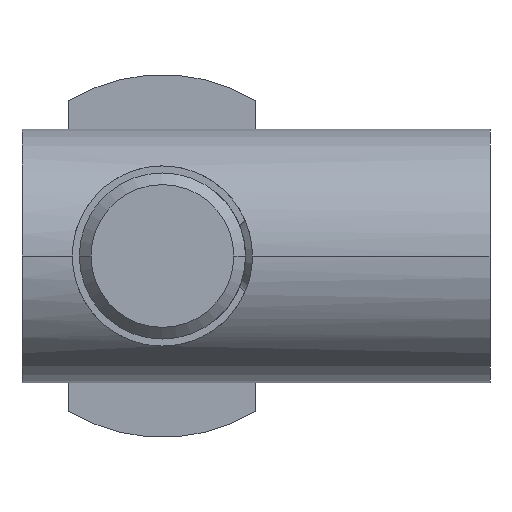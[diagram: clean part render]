
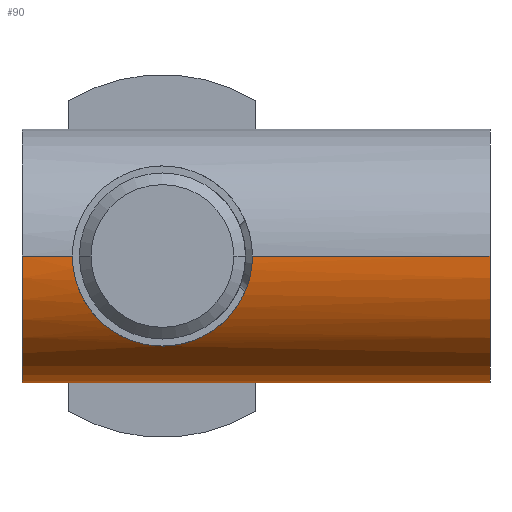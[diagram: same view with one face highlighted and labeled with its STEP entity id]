
A CAD part, left-side view. The second image highlights one B-rep face of the part: STEP entity #90.
In plain terms, the highlighted cylindrical face has radius 5.425 mm (diameter 10.85 mm), a partial arc.
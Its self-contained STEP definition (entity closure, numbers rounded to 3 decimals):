
#90=ADVANCED_FACE('',(#203),#204,.T.);
#203=FACE_OUTER_BOUND('',#339,.T.);
#204=CYLINDRICAL_SURFACE('',#340,5.425);
#339=EDGE_LOOP('',(#527,#528,#529,#530,#531,#532,#533,#534));
#340=AXIS2_PLACEMENT_3D('',#535,#536,#537);
#527=ORIENTED_EDGE('',*,*,#796,.F.);
#528=ORIENTED_EDGE('',*,*,#823,.T.);
#529=ORIENTED_EDGE('',*,*,#802,.T.);
#530=ORIENTED_EDGE('',*,*,#806,.T.);
#531=ORIENTED_EDGE('',*,*,#800,.T.);
#532=ORIENTED_EDGE('',*,*,#820,.T.);
#533=ORIENTED_EDGE('',*,*,#798,.F.);
#534=ORIENTED_EDGE('',*,*,#804,.T.);
#535=CARTESIAN_POINT('',(-18.0,-14.0,0.0));
#536=DIRECTION('',(0.,1.0,0.0));
#537=DIRECTION('',(-1.0,0.,0.0));
#796=EDGE_CURVE('',#941,#943,#944,.T.);
#798=EDGE_CURVE('',#945,#947,#948,.T.);
#800=EDGE_CURVE('',#951,#949,#952,.T.);
#802=EDGE_CURVE('',#940,#953,#955,.T.);
#804=EDGE_CURVE('',#945,#943,#957,.F.);
#806=EDGE_CURVE('',#953,#951,#959,.F.);
#820=EDGE_CURVE('',#949,#947,#976,.F.);
#823=EDGE_CURVE('',#941,#940,#979,.T.);
#940=VERTEX_POINT('',#1185);
#941=VERTEX_POINT('',#1186);
#943=VERTEX_POINT('',#1188);
#944=LINE('',#1189,#1190);
#945=VERTEX_POINT('',#1191);
#947=VERTEX_POINT('',#1235);
#948=LINE('',#1236,#1237);
#949=VERTEX_POINT('',#1238);
#951=VERTEX_POINT('',#1240);
#952=LINE('',#1241,#1242);
#953=VERTEX_POINT('',#1243);
#955=LINE('',#1287,#1288);
#957=B_SPLINE_CURVE_WITH_KNOTS('',3,(#1290,#1291,#1292,#1293,#1294,#1295,#1296,#1297,#1298,#1299,#1300,#1301,#1302,#1303,#1304,#1305,#1306,#1307,#1308,#1309,#1310,#1311,#1312,#1313,#1314,#1315,#1316,#1317,#1318,#1319,#1320,#1321,#1322,#1323,#1324,#1325,#1326,#1327,#1328,#1329,#1330,#1331),.UNSPECIFIED.,.F.,.F.,(4,2,2,2,2,2,2,2,2,2,2,2,2,2,2,2,2,2,2,2,4),(4.578,5.333,6.088,6.843,7.598,8.353,9.109,9.876,10.642,11.409,12.176,12.943,13.71,14.477,15.244,15.999,16.754,17.509,18.264,19.019,19.775),.UNSPECIFIED.);
#959=B_SPLINE_CURVE_WITH_KNOTS('',3,(#1334,#1335,#1336,#1337,#1338,#1339,#1340,#1341,#1342,#1343,#1344,#1345,#1346,#1347,#1348,#1349,#1350,#1351,#1352,#1353,#1354,#1355,#1356,#1357,#1358,#1359,#1360,#1361,#1362,#1363,#1364,#1365,#1366,#1367,#1368,#1369,#1370,#1371,#1372,#1373,#1374,#1375),.UNSPECIFIED.,.F.,.F.,(4,2,2,2,2,2,2,2,2,2,2,2,2,2,2,2,2,2,2,2,4),(4.578,5.333,6.088,6.843,7.598,8.353,9.109,9.876,10.642,11.409,12.176,12.943,13.71,14.477,15.244,15.999,16.754,17.509,18.264,19.019,19.775),.UNSPECIFIED.);
#976=CIRCLE('',#1441,5.425);
#979=CIRCLE('',#1444,5.425);
#1185=CARTESIAN_POINT('',(-23.425,-14.0,0.0));
#1186=CARTESIAN_POINT('',(-12.575,-14.0,0.));
#1188=CARTESIAN_POINT('',(-12.575,-3.85,0.));
#1189=CARTESIAN_POINT('',(-12.575,-14.0,0.));
#1190=VECTOR('',#1800,1000.0);
#1191=CARTESIAN_POINT('',(-12.575,3.85,0.));
#1235=CARTESIAN_POINT('',(-12.575,6.0,0.));
#1236=CARTESIAN_POINT('',(-12.575,-14.0,0.));
#1237=VECTOR('',#1801,1000.0);
#1238=CARTESIAN_POINT('',(-23.425,6.0,0.0));
#1240=CARTESIAN_POINT('',(-23.425,3.85,0.));
#1241=CARTESIAN_POINT('',(-23.425,-14.0,0.0));
#1242=VECTOR('',#1805,1000.0);
#1243=CARTESIAN_POINT('',(-23.425,-3.85,0.0));
#1287=CARTESIAN_POINT('',(-23.425,-14.0,0.0));
#1288=VECTOR('',#1806,1000.0);
#1290=CARTESIAN_POINT('',(-12.787,-3.546,1.5));
#1291=CARTESIAN_POINT('',(-12.719,-3.646,1.264));
#1292=CARTESIAN_POINT('',(-12.665,-3.723,1.015));
#1293=CARTESIAN_POINT('',(-12.593,-3.825,0.509));
#1294=CARTESIAN_POINT('',(-12.575,-3.85,0.252));
#1295=CARTESIAN_POINT('',(-12.575,-3.85,-0.252));
#1296=CARTESIAN_POINT('',(-12.593,-3.825,-0.509));
#1297=CARTESIAN_POINT('',(-12.665,-3.723,-1.015));
#1298=CARTESIAN_POINT('',(-12.719,-3.646,-1.264));
#1299=CARTESIAN_POINT('',(-12.855,-3.446,-1.736));
#1300=CARTESIAN_POINT('',(-12.937,-3.323,-1.96));
#1301=CARTESIAN_POINT('',(-13.115,-3.044,-2.371));
#1302=CARTESIAN_POINT('',(-13.212,-2.887,-2.558));
#1303=CARTESIAN_POINT('',(-13.405,-2.555,-2.89));
#1304=CARTESIAN_POINT('',(-13.508,-2.367,-3.047));
#1305=CARTESIAN_POINT('',(-13.71,-1.956,-3.325));
#1306=CARTESIAN_POINT('',(-13.809,-1.734,-3.447));
#1307=CARTESIAN_POINT('',(-13.98,-1.265,-3.645));
#1308=CARTESIAN_POINT('',(-14.052,-1.019,-3.722));
#1309=CARTESIAN_POINT('',(-14.151,-0.514,-3.824));
#1310=CARTESIAN_POINT('',(-14.178,-0.256,-3.85));
#1311=CARTESIAN_POINT('',(-14.178,0.256,-3.85));
#1312=CARTESIAN_POINT('',(-14.151,0.514,-3.824));
#1313=CARTESIAN_POINT('',(-14.052,1.019,-3.722));
#1314=CARTESIAN_POINT('',(-13.98,1.265,-3.645));
#1315=CARTESIAN_POINT('',(-13.809,1.734,-3.447));
#1316=CARTESIAN_POINT('',(-13.71,1.956,-3.325));
#1317=CARTESIAN_POINT('',(-13.508,2.367,-3.047));
#1318=CARTESIAN_POINT('',(-13.405,2.555,-2.89));
#1319=CARTESIAN_POINT('',(-13.212,2.887,-2.558));
#1320=CARTESIAN_POINT('',(-13.115,3.044,-2.371));
#1321=CARTESIAN_POINT('',(-12.937,3.323,-1.96));
#1322=CARTESIAN_POINT('',(-12.855,3.446,-1.736));
#1323=CARTESIAN_POINT('',(-12.719,3.646,-1.264));
#1324=CARTESIAN_POINT('',(-12.665,3.723,-1.015));
#1325=CARTESIAN_POINT('',(-12.593,3.825,-0.509));
#1326=CARTESIAN_POINT('',(-12.575,3.85,-0.252));
#1327=CARTESIAN_POINT('',(-12.575,3.85,0.252));
#1328=CARTESIAN_POINT('',(-12.593,3.825,0.509));
#1329=CARTESIAN_POINT('',(-12.665,3.723,1.015));
#1330=CARTESIAN_POINT('',(-12.719,3.646,1.264));
#1331=CARTESIAN_POINT('',(-12.787,3.546,1.5));
#1334=CARTESIAN_POINT('',(-23.213,3.546,1.5));
#1335=CARTESIAN_POINT('',(-23.281,3.646,1.264));
#1336=CARTESIAN_POINT('',(-23.335,3.723,1.015));
#1337=CARTESIAN_POINT('',(-23.407,3.825,0.509));
#1338=CARTESIAN_POINT('',(-23.425,3.85,0.252));
#1339=CARTESIAN_POINT('',(-23.425,3.85,-0.252));
#1340=CARTESIAN_POINT('',(-23.407,3.825,-0.509));
#1341=CARTESIAN_POINT('',(-23.335,3.723,-1.015));
#1342=CARTESIAN_POINT('',(-23.281,3.646,-1.264));
#1343=CARTESIAN_POINT('',(-23.145,3.446,-1.736));
#1344=CARTESIAN_POINT('',(-23.063,3.323,-1.96));
#1345=CARTESIAN_POINT('',(-22.885,3.044,-2.371));
#1346=CARTESIAN_POINT('',(-22.788,2.887,-2.558));
#1347=CARTESIAN_POINT('',(-22.595,2.555,-2.89));
#1348=CARTESIAN_POINT('',(-22.492,2.367,-3.047));
#1349=CARTESIAN_POINT('',(-22.29,1.956,-3.325));
#1350=CARTESIAN_POINT('',(-22.191,1.734,-3.447));
#1351=CARTESIAN_POINT('',(-22.02,1.265,-3.645));
#1352=CARTESIAN_POINT('',(-21.948,1.019,-3.722));
#1353=CARTESIAN_POINT('',(-21.849,0.514,-3.824));
#1354=CARTESIAN_POINT('',(-21.822,0.256,-3.85));
#1355=CARTESIAN_POINT('',(-21.822,-0.256,-3.85));
#1356=CARTESIAN_POINT('',(-21.849,-0.514,-3.824));
#1357=CARTESIAN_POINT('',(-21.948,-1.019,-3.722));
#1358=CARTESIAN_POINT('',(-22.02,-1.265,-3.645));
#1359=CARTESIAN_POINT('',(-22.191,-1.734,-3.447));
#1360=CARTESIAN_POINT('',(-22.29,-1.956,-3.325));
#1361=CARTESIAN_POINT('',(-22.492,-2.367,-3.047));
#1362=CARTESIAN_POINT('',(-22.595,-2.555,-2.89));
#1363=CARTESIAN_POINT('',(-22.788,-2.887,-2.558));
#1364=CARTESIAN_POINT('',(-22.885,-3.044,-2.371));
#1365=CARTESIAN_POINT('',(-23.063,-3.323,-1.96));
#1366=CARTESIAN_POINT('',(-23.145,-3.446,-1.736));
#1367=CARTESIAN_POINT('',(-23.281,-3.646,-1.264));
#1368=CARTESIAN_POINT('',(-23.335,-3.723,-1.015));
#1369=CARTESIAN_POINT('',(-23.407,-3.825,-0.509));
#1370=CARTESIAN_POINT('',(-23.425,-3.85,-0.252));
#1371=CARTESIAN_POINT('',(-23.425,-3.85,0.252));
#1372=CARTESIAN_POINT('',(-23.407,-3.825,0.509));
#1373=CARTESIAN_POINT('',(-23.335,-3.723,1.015));
#1374=CARTESIAN_POINT('',(-23.281,-3.646,1.264));
#1375=CARTESIAN_POINT('',(-23.213,-3.546,1.5));
#1441=AXIS2_PLACEMENT_3D('',#1824,#1825,#1826);
#1444=AXIS2_PLACEMENT_3D('',#1827,#1828,#1829);
#1800=DIRECTION('',(0.,1.0,0.0));
#1801=DIRECTION('',(0.,1.0,0.0));
#1805=DIRECTION('',(0.,1.0,0.0));
#1806=DIRECTION('',(0.,1.0,0.0));
#1824=CARTESIAN_POINT('',(-18.0,6.0,0.0));
#1825=DIRECTION('',(0.,1.0,0.0));
#1826=DIRECTION('',(-1.0,0.,0.0));
#1827=CARTESIAN_POINT('',(-18.0,-14.0,0.0));
#1828=DIRECTION('',(0.,1.0,0.0));
#1829=DIRECTION('',(-1.0,0.,0.0));
